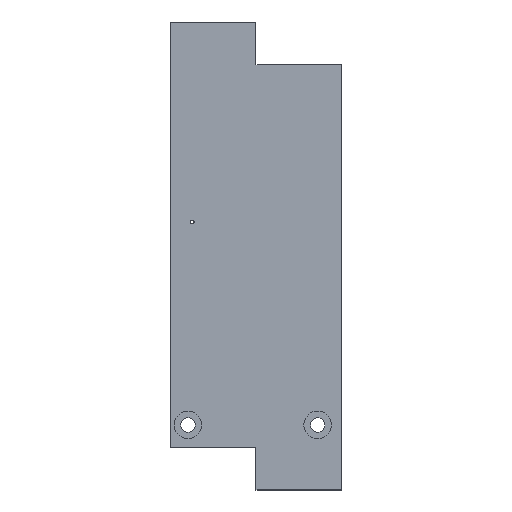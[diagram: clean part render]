
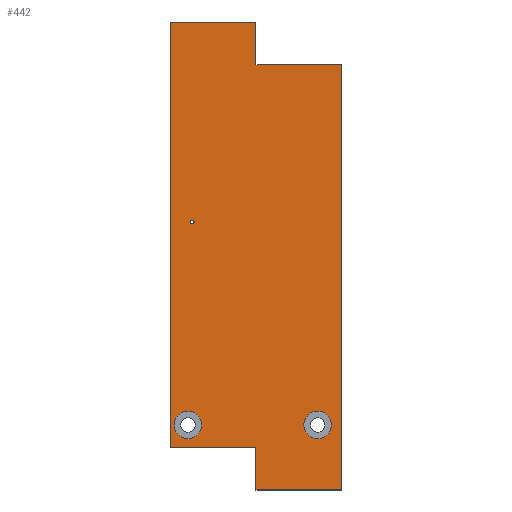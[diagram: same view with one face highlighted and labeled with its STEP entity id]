
A CAD part, top view. The second image highlights one B-rep face of the part: STEP entity #442.
In plain terms, the highlighted face is planar.
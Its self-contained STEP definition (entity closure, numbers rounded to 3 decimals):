
#4 = VERTEX_POINT ( 'NONE', #120 ) ;
#5 = DIRECTION ( 'NONE',  ( 0., 0., -1. ) ) ;
#18 = CIRCLE ( 'NONE', #51, 3.25 ) ;
#40 = EDGE_CURVE ( 'NONE', #4, #560, #468, .T. ) ;
#49 = ORIENTED_EDGE ( 'NONE', *, *, #572, .F. ) ;
#51 = AXIS2_PLACEMENT_3D ( 'NONE', #273, #5, #703 ) ;
#54 = DIRECTION ( 'NONE',  ( -1., 0., 0. ) ) ;
#57 = DIRECTION ( 'NONE',  ( 0., 0., -1. ) ) ;
#65 = CARTESIAN_POINT ( 'NONE',  ( 45.508, 57.5, -8. ) ) ;
#71 = DIRECTION ( 'NONE',  ( -1., 0., 0. ) ) ;
#84 = VECTOR ( 'NONE', #681, 1000. ) ;
#106 = CARTESIAN_POINT ( 'NONE',  ( 45.508, 157.5, -8. ) ) ;
#108 = DIRECTION ( 'NONE',  ( -1., 0., 0. ) ) ;
#112 = CARTESIAN_POINT ( 'NONE',  ( 60.483, 110.5, -8. ) ) ;
#120 = CARTESIAN_POINT ( 'NONE',  ( 60.901, 110.5, -8. ) ) ;
#128 = EDGE_CURVE ( 'NONE', #618, #232, #794, .T. ) ;
#129 = CIRCLE ( 'NONE', #445, 0.418 ) ;
#130 = DIRECTION ( 'NONE',  ( 0., 0., -1. ) ) ;
#137 = CARTESIAN_POINT ( 'NONE',  ( 64.758, 62.785, -8. ) ) ;
#140 = LINE ( 'NONE', #1038, #84 ) ;
#142 = VERTEX_POINT ( 'NONE', #1021 ) ;
#149 = EDGE_CURVE ( 'NONE', #560, #4, #129, .T. ) ;
#154 = CARTESIAN_POINT ( 'NONE',  ( 27.758, 62.785, -8. ) ) ;
#162 = CARTESIAN_POINT ( 'NONE',  ( 25.508, 147.5, -8. ) ) ;
#179 = FACE_BOUND ( 'NONE', #295, .T. ) ;
#180 = LINE ( 'NONE', #929, #725 ) ;
#187 = EDGE_CURVE ( 'NONE', #673, #142, #180, .T. ) ;
#205 = VECTOR ( 'NONE', #1026, 1000. ) ;
#207 = DIRECTION ( 'NONE',  ( 0., 1., 0. ) ) ;
#223 = CARTESIAN_POINT ( 'NONE',  ( 45.508, 147.5, -8. ) ) ;
#226 = LINE ( 'NONE', #162, #205 ) ;
#231 = CARTESIAN_POINT ( 'NONE',  ( 25.508, 147.5, -8. ) ) ;
#232 = VERTEX_POINT ( 'NONE', #1112 ) ;
#235 = CARTESIAN_POINT ( 'NONE',  ( 61.508, 62.785, -8. ) ) ;
#251 = CARTESIAN_POINT ( 'NONE',  ( 45.508, 57.5, -8. ) ) ;
#258 = VERTEX_POINT ( 'NONE', #1123 ) ;
#267 = CARTESIAN_POINT ( 'NONE',  ( 45.508, 157.5, -8. ) ) ;
#273 = CARTESIAN_POINT ( 'NONE',  ( 31.008, 62.785, -8. ) ) ;
#275 = EDGE_CURVE ( 'NONE', #142, #487, #140, .T. ) ;
#292 = VECTOR ( 'NONE', #830, 1000. ) ;
#295 = EDGE_LOOP ( 'NONE', ( #398, #606 ) ) ;
#309 = EDGE_LOOP ( 'NONE', ( #661, #912, #1089, #49, #953, #967, #697, #457 ) ) ;
#311 = CARTESIAN_POINT ( 'NONE',  ( 25.508, 147.5, -8. ) ) ;
#315 = CARTESIAN_POINT ( 'NONE',  ( 34.258, 62.785, -8. ) ) ;
#328 = EDGE_CURVE ( 'NONE', #370, #474, #18, .T. ) ;
#366 = FACE_BOUND ( 'NONE', #1082, .T. ) ;
#370 = VERTEX_POINT ( 'NONE', #154 ) ;
#383 = VECTOR ( 'NONE', #71, 1000. ) ;
#387 = EDGE_CURVE ( 'NONE', #232, #1086, #1124, .T. ) ;
#389 = CARTESIAN_POINT ( 'NONE',  ( 60.483, 110.5, -8. ) ) ;
#398 = ORIENTED_EDGE ( 'NONE', *, *, #40, .F. ) ;
#400 = EDGE_LOOP ( 'NONE', ( #698, #759 ) ) ;
#401 = VERTEX_POINT ( 'NONE', #762 ) ;
#403 = EDGE_CURVE ( 'NONE', #1086, #673, #226, .T. ) ;
#407 = LINE ( 'NONE', #251, #1055 ) ;
#442 = ADVANCED_FACE ( 'NONE', ( #179, #366, #848, #680 ), #776, .T. ) ;
#444 = CARTESIAN_POINT ( 'NONE',  ( 31.008, 62.785, -8. ) ) ;
#445 = AXIS2_PLACEMENT_3D ( 'NONE', #389, #573, #54 ) ;
#448 = DIRECTION ( 'NONE',  ( -1., 0., 0. ) ) ;
#449 = CIRCLE ( 'NONE', #992, 3.25 ) ;
#457 = ORIENTED_EDGE ( 'NONE', *, *, #387, .F. ) ;
#459 = DIRECTION ( 'NONE',  ( 0., 0., -1. ) ) ;
#468 = CIRCLE ( 'NONE', #715, 0.418 ) ;
#474 = VERTEX_POINT ( 'NONE', #315 ) ;
#487 = VERTEX_POINT ( 'NONE', #65 ) ;
#510 = DIRECTION ( 'NONE',  ( 1., 0., 0. ) ) ;
#560 = VERTEX_POINT ( 'NONE', #608 ) ;
#562 = CARTESIAN_POINT ( 'NONE',  ( 58.258, 62.785, -8. ) ) ;
#566 = VECTOR ( 'NONE', #883, 1000. ) ;
#572 = EDGE_CURVE ( 'NONE', #487, #258, #407, .T. ) ;
#573 = DIRECTION ( 'NONE',  ( 0., 0., -1. ) ) ;
#583 = VECTOR ( 'NONE', #207, 1000. ) ;
#606 = ORIENTED_EDGE ( 'NONE', *, *, #149, .F. ) ;
#608 = CARTESIAN_POINT ( 'NONE',  ( 60.065, 110.5, -8. ) ) ;
#618 = VERTEX_POINT ( 'NONE', #267 ) ;
#653 = DIRECTION ( 'NONE',  ( 1., 0., 0. ) ) ;
#661 = ORIENTED_EDGE ( 'NONE', *, *, #128, .F. ) ;
#668 = DIRECTION ( 'NONE',  ( -1., 0., 0. ) ) ;
#673 = VERTEX_POINT ( 'NONE', #981 ) ;
#680 = FACE_OUTER_BOUND ( 'NONE', #309, .T. ) ;
#681 = DIRECTION ( 'NONE',  ( 0., 1., 0. ) ) ;
#686 = DIRECTION ( 'NONE',  ( -1., 0., 0. ) ) ;
#690 = EDGE_CURVE ( 'NONE', #401, #618, #1014, .T. ) ;
#697 = ORIENTED_EDGE ( 'NONE', *, *, #403, .F. ) ;
#698 = ORIENTED_EDGE ( 'NONE', *, *, #328, .F. ) ;
#703 = DIRECTION ( 'NONE',  ( -1., 0., 0. ) ) ;
#715 = AXIS2_PLACEMENT_3D ( 'NONE', #112, #459, #108 ) ;
#725 = VECTOR ( 'NONE', #653, 1000. ) ;
#733 = CARTESIAN_POINT ( 'NONE',  ( 65.508, 57.5, -8. ) ) ;
#745 = ORIENTED_EDGE ( 'NONE', *, *, #849, .F. ) ;
#754 = EDGE_CURVE ( 'NONE', #474, #370, #821, .T. ) ;
#759 = ORIENTED_EDGE ( 'NONE', *, *, #754, .F. ) ;
#762 = CARTESIAN_POINT ( 'NONE',  ( 65.508, 157.5, -8. ) ) ;
#776 = PLANE ( 'NONE',  #1037 ) ;
#794 = LINE ( 'NONE', #223, #292 ) ;
#811 = DIRECTION ( 'NONE',  ( 0., 0., -1. ) ) ;
#821 = CIRCLE ( 'NONE', #1051, 3.25 ) ;
#830 = DIRECTION ( 'NONE',  ( 0., -1., 0. ) ) ;
#835 = EDGE_CURVE ( 'NONE', #258, #401, #1065, .T. ) ;
#848 = FACE_BOUND ( 'NONE', #400, .T. ) ;
#849 = EDGE_CURVE ( 'NONE', #978, #909, #934, .T. ) ;
#883 = DIRECTION ( 'NONE',  ( -1., 0., 0. ) ) ;
#903 = CARTESIAN_POINT ( 'NONE',  ( 61.508, 62.785, -8. ) ) ;
#909 = VERTEX_POINT ( 'NONE', #562 ) ;
#912 = ORIENTED_EDGE ( 'NONE', *, *, #690, .F. ) ;
#917 = DIRECTION ( 'NONE',  ( -1., 0., 0. ) ) ;
#929 = CARTESIAN_POINT ( 'NONE',  ( 25.508, 47.5, -8. ) ) ;
#934 = CIRCLE ( 'NONE', #1084, 3.25 ) ;
#953 = ORIENTED_EDGE ( 'NONE', *, *, #275, .F. ) ;
#967 = ORIENTED_EDGE ( 'NONE', *, *, #187, .F. ) ;
#978 = VERTEX_POINT ( 'NONE', #137 ) ;
#981 = CARTESIAN_POINT ( 'NONE',  ( 25.508, 47.5, -8. ) ) ;
#992 = AXIS2_PLACEMENT_3D ( 'NONE', #235, #1039, #686 ) ;
#1014 = LINE ( 'NONE', #106, #566 ) ;
#1021 = CARTESIAN_POINT ( 'NONE',  ( 45.508, 47.5, -8. ) ) ;
#1026 = DIRECTION ( 'NONE',  ( 0., -1., 0. ) ) ;
#1035 = CARTESIAN_POINT ( 'NONE',  ( 0., 0., -8. ) ) ;
#1037 = AXIS2_PLACEMENT_3D ( 'NONE', #1035, #57, #668 ) ;
#1038 = CARTESIAN_POINT ( 'NONE',  ( 45.508, 47.5, -8. ) ) ;
#1039 = DIRECTION ( 'NONE',  ( 0., 0., -1. ) ) ;
#1051 = AXIS2_PLACEMENT_3D ( 'NONE', #444, #130, #917 ) ;
#1055 = VECTOR ( 'NONE', #510, 1000. ) ;
#1065 = LINE ( 'NONE', #733, #583 ) ;
#1082 = EDGE_LOOP ( 'NONE', ( #1114, #745 ) ) ;
#1084 = AXIS2_PLACEMENT_3D ( 'NONE', #903, #811, #448 ) ;
#1086 = VERTEX_POINT ( 'NONE', #231 ) ;
#1089 = ORIENTED_EDGE ( 'NONE', *, *, #835, .F. ) ;
#1092 = EDGE_CURVE ( 'NONE', #909, #978, #449, .T. ) ;
#1112 = CARTESIAN_POINT ( 'NONE',  ( 45.508, 147.5, -8. ) ) ;
#1114 = ORIENTED_EDGE ( 'NONE', *, *, #1092, .F. ) ;
#1123 = CARTESIAN_POINT ( 'NONE',  ( 65.508, 57.5, -8. ) ) ;
#1124 = LINE ( 'NONE', #311, #383 ) ;
